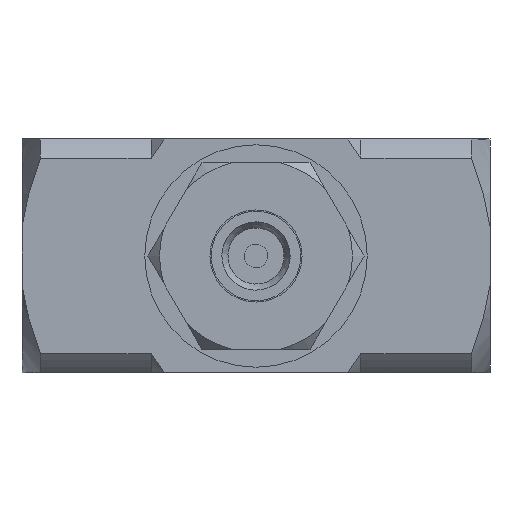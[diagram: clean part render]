
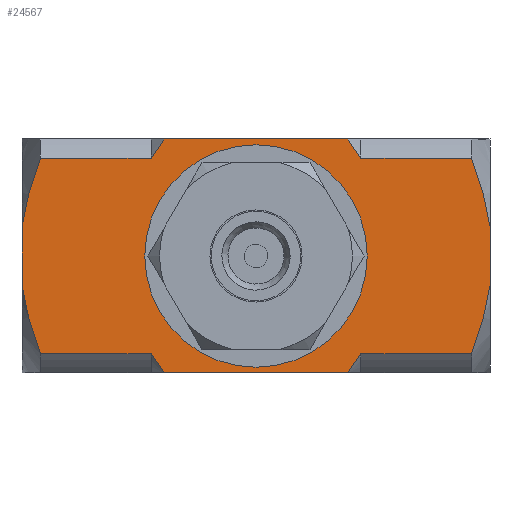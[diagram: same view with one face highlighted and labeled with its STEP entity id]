
A CAD part, front view. The second image highlights one B-rep face of the part: STEP entity #24567.
In plain terms, the highlighted planar face has unit normal (0, -1, 0).
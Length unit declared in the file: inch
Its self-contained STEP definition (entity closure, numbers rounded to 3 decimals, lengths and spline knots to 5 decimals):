
#615=FACE_BOUND('',#2375,.T.);
#789=CIRCLE('',#26024,0.297);
#916=(
BOUNDED_CURVE()
B_SPLINE_CURVE(2,(#31919,#31920,#31921),.UNSPECIFIED.,.F.,.F.)
B_SPLINE_CURVE_WITH_KNOTS((3,3),(0.93423,1.1413),
 .UNSPECIFIED.)
CURVE()
GEOMETRIC_REPRESENTATION_ITEM()
RATIONAL_B_SPLINE_CURVE((1.017,1.01,1.))
REPRESENTATION_ITEM('')
);
#917=(
BOUNDED_CURVE()
B_SPLINE_CURVE(2,(#31925,#31926,#31927),.UNSPECIFIED.,.F.,.F.)
B_SPLINE_CURVE_WITH_KNOTS((3,3),(0.,0.48194),.UNSPECIFIED.)
CURVE()
GEOMETRIC_REPRESENTATION_ITEM()
RATIONAL_B_SPLINE_CURVE((1.,1.033,1.))
REPRESENTATION_ITEM('')
);
#918=(
BOUNDED_CURVE()
B_SPLINE_CURVE(2,(#31931,#31932,#31933),.UNSPECIFIED.,.F.,.F.)
B_SPLINE_CURVE_WITH_KNOTS((3,3),(0.,0.48194),.UNSPECIFIED.)
CURVE()
GEOMETRIC_REPRESENTATION_ITEM()
RATIONAL_B_SPLINE_CURVE((1.,1.033,1.))
REPRESENTATION_ITEM('')
);
#919=(
BOUNDED_CURVE()
B_SPLINE_CURVE(2,(#31937,#31938,#31939),.UNSPECIFIED.,.F.,.F.)
B_SPLINE_CURVE_WITH_KNOTS((3,3),(0.,0.20739),.UNSPECIFIED.)
CURVE()
GEOMETRIC_REPRESENTATION_ITEM()
RATIONAL_B_SPLINE_CURVE((1.,1.01,1.017))
REPRESENTATION_ITEM('')
);
#920=(
BOUNDED_CURVE()
B_SPLINE_CURVE(2,(#31943,#31944,#31945),.UNSPECIFIED.,.F.,.F.)
B_SPLINE_CURVE_WITH_KNOTS((3,3),(0.93391,1.1413),
 .UNSPECIFIED.)
CURVE()
GEOMETRIC_REPRESENTATION_ITEM()
RATIONAL_B_SPLINE_CURVE((1.017,1.01,1.))
REPRESENTATION_ITEM('')
);
#921=(
BOUNDED_CURVE()
B_SPLINE_CURVE(2,(#31948,#31949,#31950),.UNSPECIFIED.,.F.,.F.)
B_SPLINE_CURVE_WITH_KNOTS((3,3),(0.,0.48194),.UNSPECIFIED.)
CURVE()
GEOMETRIC_REPRESENTATION_ITEM()
RATIONAL_B_SPLINE_CURVE((1.,1.033,1.))
REPRESENTATION_ITEM('')
);
#922=(
BOUNDED_CURVE()
B_SPLINE_CURVE(2,(#31952,#31953,#31954),.UNSPECIFIED.,.F.,.F.)
B_SPLINE_CURVE_WITH_KNOTS((3,3),(0.,0.48194),.UNSPECIFIED.)
CURVE()
GEOMETRIC_REPRESENTATION_ITEM()
RATIONAL_B_SPLINE_CURVE((1.,1.033,1.))
REPRESENTATION_ITEM('')
);
#923=(
BOUNDED_CURVE()
B_SPLINE_CURVE(2,(#31958,#31959,#31960),.UNSPECIFIED.,.F.,.F.)
B_SPLINE_CURVE_WITH_KNOTS((3,3),(0.,0.20707),.UNSPECIFIED.)
CURVE()
GEOMETRIC_REPRESENTATION_ITEM()
RATIONAL_B_SPLINE_CURVE((1.,1.01,1.017))
REPRESENTATION_ITEM('')
);
#968=FACE_OUTER_BOUND('',#2374,.T.);
#2374=EDGE_LOOP('',(#16302,#16303,#16304,#16305,#16306,#16307,#16308,#16309,
#16310,#16311,#16312,#16313,#16314,#16315,#16316,#16317));
#2375=EDGE_LOOP('',(#16318));
#3955=LINE('',#31886,#6530);
#3959=LINE('',#31923,#6534);
#3960=LINE('',#31929,#6535);
#3961=LINE('',#31935,#6536);
#3962=LINE('',#31941,#6537);
#3963=LINE('',#31947,#6538);
#3964=LINE('',#31956,#6539);
#3965=LINE('',#31961,#6540);
#6530=VECTOR('',#27113,0.3937);
#6534=VECTOR('',#27123,0.3937);
#6535=VECTOR('',#27124,0.3937);
#6536=VECTOR('',#27125,0.3937);
#6537=VECTOR('',#27126,0.3937);
#6538=VECTOR('',#27127,0.3937);
#6539=VECTOR('',#27128,0.3937);
#6540=VECTOR('',#27129,0.3937);
#10072=VERTEX_POINT('',#31874);
#10077=VERTEX_POINT('',#31884);
#10086=VERTEX_POINT('',#31917);
#10087=VERTEX_POINT('',#31918);
#10088=VERTEX_POINT('',#31922);
#10089=VERTEX_POINT('',#31924);
#10090=VERTEX_POINT('',#31928);
#10091=VERTEX_POINT('',#31930);
#10092=VERTEX_POINT('',#31934);
#10093=VERTEX_POINT('',#31936);
#10094=VERTEX_POINT('',#31940);
#10095=VERTEX_POINT('',#31942);
#10096=VERTEX_POINT('',#31946);
#10097=VERTEX_POINT('',#31951);
#10098=VERTEX_POINT('',#31955);
#10099=VERTEX_POINT('',#31957);
#10100=VERTEX_POINT('',#31962);
#12574=EDGE_CURVE('',#10077,#10072,#3955,.T.);
#12583=EDGE_CURVE('',#10086,#10087,#916,.T.);
#12584=EDGE_CURVE('',#10087,#10088,#3959,.T.);
#12585=EDGE_CURVE('',#10088,#10089,#917,.T.);
#12586=EDGE_CURVE('',#10090,#10089,#3960,.T.);
#12587=EDGE_CURVE('',#10090,#10091,#918,.T.);
#12588=EDGE_CURVE('',#10091,#10092,#3961,.T.);
#12589=EDGE_CURVE('',#10092,#10093,#919,.T.);
#12590=EDGE_CURVE('',#10094,#10093,#3962,.T.);
#12591=EDGE_CURVE('',#10094,#10095,#920,.T.);
#12592=EDGE_CURVE('',#10095,#10096,#3963,.T.);
#12593=EDGE_CURVE('',#10096,#10072,#921,.T.);
#12594=EDGE_CURVE('',#10077,#10097,#922,.T.);
#12595=EDGE_CURVE('',#10097,#10098,#3964,.T.);
#12596=EDGE_CURVE('',#10098,#10099,#923,.T.);
#12597=EDGE_CURVE('',#10086,#10099,#3965,.T.);
#12598=EDGE_CURVE('',#10100,#10100,#789,.T.);
#16302=ORIENTED_EDGE('',*,*,#12583,.T.);
#16303=ORIENTED_EDGE('',*,*,#12584,.T.);
#16304=ORIENTED_EDGE('',*,*,#12585,.T.);
#16305=ORIENTED_EDGE('',*,*,#12586,.F.);
#16306=ORIENTED_EDGE('',*,*,#12587,.T.);
#16307=ORIENTED_EDGE('',*,*,#12588,.T.);
#16308=ORIENTED_EDGE('',*,*,#12589,.T.);
#16309=ORIENTED_EDGE('',*,*,#12590,.F.);
#16310=ORIENTED_EDGE('',*,*,#12591,.T.);
#16311=ORIENTED_EDGE('',*,*,#12592,.T.);
#16312=ORIENTED_EDGE('',*,*,#12593,.T.);
#16313=ORIENTED_EDGE('',*,*,#12574,.F.);
#16314=ORIENTED_EDGE('',*,*,#12594,.T.);
#16315=ORIENTED_EDGE('',*,*,#12595,.T.);
#16316=ORIENTED_EDGE('',*,*,#12596,.T.);
#16317=ORIENTED_EDGE('',*,*,#12597,.F.);
#16318=ORIENTED_EDGE('',*,*,#12598,.T.);
#23702=PLANE('',#26023);
#24567=ADVANCED_FACE('',(#968,#615),#23702,.T.);
#26023=AXIS2_PLACEMENT_3D('',#31916,#27121,#27122);
#26024=AXIS2_PLACEMENT_3D('',#31963,#27130,#27131);
#27113=DIRECTION('',(0.,0.,1.));
#27121=DIRECTION('center_axis',(0.,-1.,0.));
#27122=DIRECTION('ref_axis',(0.,0.,-1.));
#27123=DIRECTION('',(1.,0.,0.));
#27124=DIRECTION('',(0.,0.,-1.));
#27125=DIRECTION('',(-1.,0.,0.));
#27126=DIRECTION('',(1.,0.,0.));
#27127=DIRECTION('',(-1.,0.,0.));
#27128=DIRECTION('',(1.,0.,0.));
#27129=DIRECTION('',(-1.,0.,0.));
#27130=DIRECTION('center_axis',(0.,1.,0.));
#27131=DIRECTION('ref_axis',(-1.,0.,0.));
#31874=CARTESIAN_POINT('',(-0.625,-0.3125,0.07776));
#31884=CARTESIAN_POINT('',(-0.625,-0.3125,-0.07785));
#31886=CARTESIAN_POINT('',(-0.625,-0.3125,-0.3125));
#31916=CARTESIAN_POINT('Origin',(0.,-0.3125,0.3125));
#31917=CARTESIAN_POINT('',(0.24512,-0.3125,-0.3125));
#31918=CARTESIAN_POINT('',(0.28,-0.3125,-0.26084));
#31919=CARTESIAN_POINT('Ctrl Pts',(0.24512,-0.3125,-0.3125));
#31920=CARTESIAN_POINT('Ctrl Pts',(0.26413,-0.3125,-0.28561));
#31921=CARTESIAN_POINT('Ctrl Pts',(0.28,-0.3125,-0.26084));
#31922=CARTESIAN_POINT('',(0.57593,-0.3125,-0.26084));
#31923=CARTESIAN_POINT('',(0.42796,-0.3125,-0.26084));
#31924=CARTESIAN_POINT('',(0.625,-0.3125,-0.07785));
#31925=CARTESIAN_POINT('Ctrl Pts',(0.57593,-0.3125,-0.26084));
#31926=CARTESIAN_POINT('Ctrl Pts',(0.61372,-0.3125,-0.15868));
#31927=CARTESIAN_POINT('Ctrl Pts',(0.625,-0.3125,-0.07785));
#31928=CARTESIAN_POINT('',(0.625,-0.3125,0.07776));
#31929=CARTESIAN_POINT('',(0.625,-0.3125,-0.3125));
#31930=CARTESIAN_POINT('',(0.57593,-0.3125,0.26076));
#31931=CARTESIAN_POINT('Ctrl Pts',(0.625,-0.3125,0.07776));
#31932=CARTESIAN_POINT('Ctrl Pts',(0.61372,-0.3125,0.15859));
#31933=CARTESIAN_POINT('Ctrl Pts',(0.57593,-0.3125,0.26076));
#31934=CARTESIAN_POINT('',(0.28,-0.3125,0.26076));
#31935=CARTESIAN_POINT('',(0.42796,-0.3125,0.26076));
#31936=CARTESIAN_POINT('',(0.24506,-0.3125,0.3125));
#31937=CARTESIAN_POINT('Ctrl Pts',(0.28,-0.3125,0.26076));
#31938=CARTESIAN_POINT('Ctrl Pts',(0.26411,-0.3125,0.28557));
#31939=CARTESIAN_POINT('Ctrl Pts',(0.24506,-0.3125,0.3125));
#31940=CARTESIAN_POINT('',(-0.24506,-0.3125,0.3125));
#31941=CARTESIAN_POINT('',(0.,-0.3125,0.3125));
#31942=CARTESIAN_POINT('',(-0.28,-0.3125,0.26076));
#31943=CARTESIAN_POINT('Ctrl Pts',(-0.24506,-0.3125,0.3125));
#31944=CARTESIAN_POINT('Ctrl Pts',(-0.26411,-0.3125,0.28557));
#31945=CARTESIAN_POINT('Ctrl Pts',(-0.28,-0.3125,0.26076));
#31946=CARTESIAN_POINT('',(-0.57593,-0.3125,0.26076));
#31947=CARTESIAN_POINT('',(-0.42796,-0.3125,0.26076));
#31948=CARTESIAN_POINT('Ctrl Pts',(-0.57593,-0.3125,0.26076));
#31949=CARTESIAN_POINT('Ctrl Pts',(-0.61372,-0.3125,0.15859));
#31950=CARTESIAN_POINT('Ctrl Pts',(-0.625,-0.3125,0.07776));
#31951=CARTESIAN_POINT('',(-0.57593,-0.3125,-0.26084));
#31952=CARTESIAN_POINT('Ctrl Pts',(-0.625,-0.3125,-0.07785));
#31953=CARTESIAN_POINT('Ctrl Pts',(-0.61372,-0.3125,-0.15868));
#31954=CARTESIAN_POINT('Ctrl Pts',(-0.57593,-0.3125,-0.26084));
#31955=CARTESIAN_POINT('',(-0.28,-0.3125,-0.26084));
#31956=CARTESIAN_POINT('',(-0.42796,-0.3125,-0.26084));
#31957=CARTESIAN_POINT('',(-0.24512,-0.3125,-0.3125));
#31958=CARTESIAN_POINT('Ctrl Pts',(-0.28,-0.3125,-0.26084));
#31959=CARTESIAN_POINT('Ctrl Pts',(-0.26413,-0.3125,-0.28561));
#31960=CARTESIAN_POINT('Ctrl Pts',(-0.24512,-0.3125,-0.3125));
#31961=CARTESIAN_POINT('',(0.,-0.3125,-0.3125));
#31962=CARTESIAN_POINT('',(0.297,-0.3125,0.));
#31963=CARTESIAN_POINT('Origin',(0.,-0.3125,0.));
